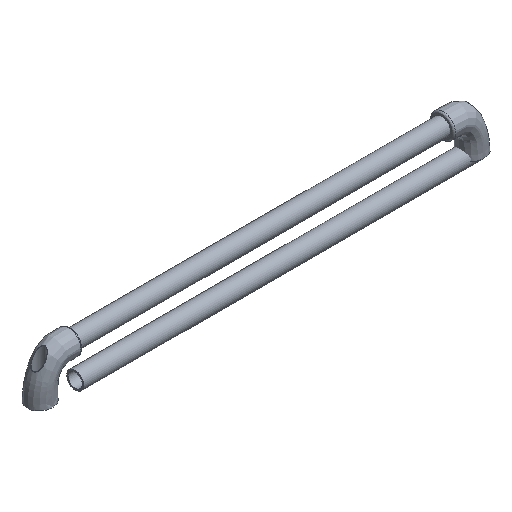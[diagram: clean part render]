
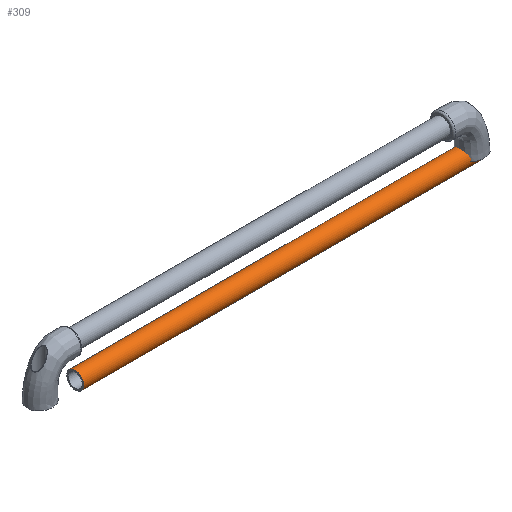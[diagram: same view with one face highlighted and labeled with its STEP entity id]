
A CAD part, isometric view. The second image highlights one B-rep face of the part: STEP entity #309.
In plain terms, the highlighted cylindrical face has radius 10 mm (diameter 20 mm), a full revolution.
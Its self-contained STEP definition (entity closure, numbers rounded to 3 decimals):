
#309 = ADVANCED_FACE( '', ( #592, #593 ), #594, .T. );
#592 = FACE_OUTER_BOUND( '', #2511, .T. );
#593 = FACE_OUTER_BOUND( '', #2512, .T. );
#594 = CYLINDRICAL_SURFACE( '', #2513, 10. );
#2511 = EDGE_LOOP( '', ( #3430 ) );
#2512 = EDGE_LOOP( '', ( #3431 ) );
#2513 = AXIS2_PLACEMENT_3D( '', #3432, #3433, #3434 );
#3430 = ORIENTED_EDGE( '', *, *, #3731, .F. );
#3431 = ORIENTED_EDGE( '', *, *, #3732, .T. );
#3432 = CARTESIAN_POINT( '', ( -458., 0., 0. ) );
#3433 = DIRECTION( '', ( -1., 0., 0. ) );
#3434 = DIRECTION( '', ( 0., 0., -1. ) );
#3731 = EDGE_CURVE( '', #4185, #4185, #4186, .T. );
#3732 = EDGE_CURVE( '', #4187, #4187, #4188, .T. );
#4185 = VERTEX_POINT( '', #6597 );
#4186 = CIRCLE( '', #6598, 10. );
#4187 = VERTEX_POINT( '', #6599 );
#4188 = CIRCLE( '', #6600, 10. );
#6597 = CARTESIAN_POINT( '', ( -458., 10., 0. ) );
#6598 = AXIS2_PLACEMENT_3D( '', #7170, #7171, #7172 );
#6599 = CARTESIAN_POINT( '', ( 0., 10., 0. ) );
#6600 = AXIS2_PLACEMENT_3D( '', #7173, #7174, #7175 );
#7170 = CARTESIAN_POINT( '', ( -458., 0., 0. ) );
#7171 = DIRECTION( '', ( -1., 0., 0. ) );
#7172 = DIRECTION( '', ( 0., 1., 0. ) );
#7173 = CARTESIAN_POINT( '', ( 0., 0., 0. ) );
#7174 = DIRECTION( '', ( -1., 0., 0. ) );
#7175 = DIRECTION( '', ( 0., 1., 0. ) );
